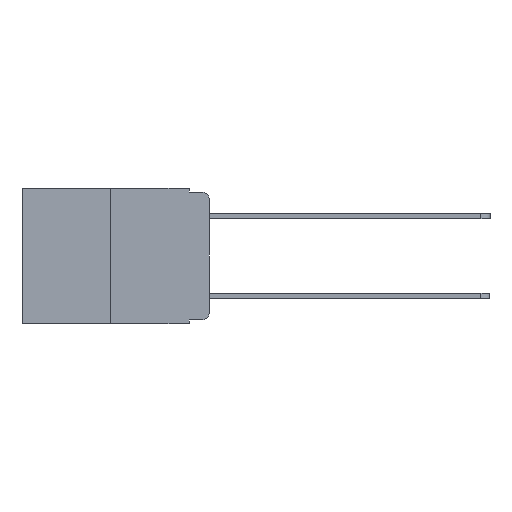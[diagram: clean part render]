
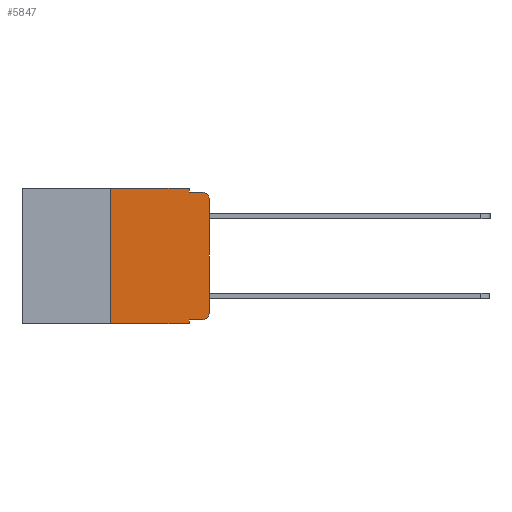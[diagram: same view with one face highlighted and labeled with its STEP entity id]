
A CAD part, left-side view. The second image highlights one B-rep face of the part: STEP entity #5847.
In plain terms, the highlighted planar face has unit normal (-1, 0, 0).
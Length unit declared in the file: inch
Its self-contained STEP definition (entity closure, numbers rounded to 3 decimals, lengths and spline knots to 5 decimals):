
#181 = CARTESIAN_POINT ( 'NONE',  ( 0., 0.473, -0.343 ) ) ;
#225 = ORIENTED_EDGE ( 'NONE', *, *, #3187, .T. ) ;
#483 = VERTEX_POINT ( 'NONE', #7393 ) ;
#558 = ORIENTED_EDGE ( 'NONE', *, *, #3343, .F. ) ;
#717 = ORIENTED_EDGE ( 'NONE', *, *, #3357, .T. ) ;
#1005 = CARTESIAN_POINT ( 'NONE',  ( 0., 0.02, -0.333 ) ) ;
#1287 = ORIENTED_EDGE ( 'NONE', *, *, #3361, .T. ) ;
#1423 = DIRECTION ( 'NONE',  ( 0., -1., 0. ) ) ;
#1498 = CARTESIAN_POINT ( 'NONE',  ( 0., 0.473, 0. ) ) ;
#1709 = CARTESIAN_POINT ( 'NONE',  ( 0., 0., -0.03 ) ) ;
#1852 = ORIENTED_EDGE ( 'NONE', *, *, #3338, .F. ) ;
#1853 = VECTOR ( 'NONE', #6183, 39.37008 ) ;
#2138 = LINE ( 'NONE', #6731, #1853 ) ;
#2300 = PLANE ( 'NONE',  #6499 ) ;
#2398 = VECTOR ( 'NONE', #3862, 39.37008 ) ;
#2664 = CARTESIAN_POINT ( 'NONE',  ( 0., 0.02, -0.313 ) ) ;
#2692 = VECTOR ( 'NONE', #9732, 39.37008 ) ;
#2695 = VERTEX_POINT ( 'NONE', #10035 ) ;
#2937 = EDGE_CURVE ( 'NONE', #8514, #5953, #7879, .T. ) ;
#2988 = VECTOR ( 'NONE', #9548, 39.37008 ) ;
#3159 = CARTESIAN_POINT ( 'NONE',  ( 0., 0.02, -0.03 ) ) ;
#3187 = EDGE_CURVE ( 'NONE', #7298, #2695, #5155, .T. ) ;
#3214 = CARTESIAN_POINT ( 'NONE',  ( 0., 0.473, 0. ) ) ;
#3315 = EDGE_CURVE ( 'NONE', #9746, #6760, #7392, .T. ) ;
#3316 = EDGE_CURVE ( 'NONE', #6760, #483, #10846, .T. ) ;
#3325 = ORIENTED_EDGE ( 'NONE', *, *, #2937, .F. ) ;
#3338 = EDGE_CURVE ( 'NONE', #7076, #483, #10637, .T. ) ;
#3341 = EDGE_CURVE ( 'NONE', #5953, #7076, #4715, .T. ) ;
#3343 = EDGE_CURVE ( 'NONE', #7298, #8514, #6849, .T. ) ;
#3354 = EDGE_CURVE ( 'NONE', #10086, #2695, #2138, .T. ) ;
#3357 = EDGE_CURVE ( 'NONE', #10086, #9674, #9079, .T. ) ;
#3361 = EDGE_CURVE ( 'NONE', #9674, #9746, #8634, .T. ) ;
#3588 = CARTESIAN_POINT ( 'NONE',  ( 0., 0.051, 0. ) ) ;
#3862 = DIRECTION ( 'NONE',  ( 0., 0., -1. ) ) ;
#3892 = CARTESIAN_POINT ( 'NONE',  ( 0., 0.051, 0. ) ) ;
#3893 = EDGE_LOOP ( 'NONE', ( #6567, #8596, #1852, #5057, #3325, #558, #225, #8947, #717, #1287 ) ) ;
#4235 = DIRECTION ( 'NONE',  ( 0., 0., -1. ) ) ;
#4715 = LINE ( 'NONE', #3892, #2398 ) ;
#4864 = AXIS2_PLACEMENT_3D ( 'NONE', #2664, #5526, #8842 ) ;
#5057 = ORIENTED_EDGE ( 'NONE', *, *, #3341, .F. ) ;
#5155 = LINE ( 'NONE', #181, #9185 ) ;
#5222 = AXIS2_PLACEMENT_3D ( 'NONE', #3159, #8915, #10867 ) ;
#5526 = DIRECTION ( 'NONE',  ( -1., 0., 0. ) ) ;
#5847 = ADVANCED_FACE ( 'NONE', ( #7790 ), #2300, .F. ) ;
#5953 = VERTEX_POINT ( 'NONE', #3588 ) ;
#6183 = DIRECTION ( 'NONE',  ( 0., 0., -1. ) ) ;
#6263 = DIRECTION ( 'NONE',  ( 0., -1., 0. ) ) ;
#6499 = AXIS2_PLACEMENT_3D ( 'NONE', #3214, #9217, #4235 ) ;
#6567 = ORIENTED_EDGE ( 'NONE', *, *, #3315, .T. ) ;
#6590 = VECTOR ( 'NONE', #6263, 39.37008 ) ;
#6731 = CARTESIAN_POINT ( 'NONE',  ( 0., 0.051, 0. ) ) ;
#6760 = VERTEX_POINT ( 'NONE', #1709 ) ;
#6849 = LINE ( 'NONE', #10311, #7094 ) ;
#6861 = CARTESIAN_POINT ( 'NONE',  ( 0., 0.051, -0.333 ) ) ;
#6949 = DIRECTION ( 'NONE',  ( 0., 0., 1. ) ) ;
#7076 = VERTEX_POINT ( 'NONE', #9434 ) ;
#7094 = VECTOR ( 'NONE', #6949, 39.37008 ) ;
#7298 = VERTEX_POINT ( 'NONE', #8474 ) ;
#7392 = LINE ( 'NONE', #9905, #2692 ) ;
#7393 = CARTESIAN_POINT ( 'NONE',  ( 0., 0.02, -0.01 ) ) ;
#7790 = FACE_OUTER_BOUND ( 'NONE', #3893, .T. ) ;
#7879 = LINE ( 'NONE', #1498, #2988 ) ;
#8474 = CARTESIAN_POINT ( 'NONE',  ( 0., 0.25, -0.343 ) ) ;
#8514 = VERTEX_POINT ( 'NONE', #10800 ) ;
#8596 = ORIENTED_EDGE ( 'NONE', *, *, #3316, .T. ) ;
#8634 = CIRCLE ( 'NONE', #4864, 0.02 ) ;
#8768 = DIRECTION ( 'NONE',  ( 0., -1., 0. ) ) ;
#8842 = DIRECTION ( 'NONE',  ( 0., 0., -1. ) ) ;
#8868 = VECTOR ( 'NONE', #8768, 39.37008 ) ;
#8915 = DIRECTION ( 'NONE',  ( -1., 0., 0. ) ) ;
#8947 = ORIENTED_EDGE ( 'NONE', *, *, #3354, .F. ) ;
#9079 = LINE ( 'NONE', #6861, #6590 ) ;
#9185 = VECTOR ( 'NONE', #1423, 39.37008 ) ;
#9217 = DIRECTION ( 'NONE',  ( 1., 0., 0. ) ) ;
#9376 = CARTESIAN_POINT ( 'NONE',  ( 0., 0.051, -0.333 ) ) ;
#9434 = CARTESIAN_POINT ( 'NONE',  ( 0., 0.051, -0.01 ) ) ;
#9548 = DIRECTION ( 'NONE',  ( 0., -1., 0. ) ) ;
#9674 = VERTEX_POINT ( 'NONE', #1005 ) ;
#9732 = DIRECTION ( 'NONE',  ( 0., 0., 1. ) ) ;
#9746 = VERTEX_POINT ( 'NONE', #10277 ) ;
#9896 = CARTESIAN_POINT ( 'NONE',  ( 0., 0.051, -0.01 ) ) ;
#9905 = CARTESIAN_POINT ( 'NONE',  ( 0., 0., 0. ) ) ;
#10035 = CARTESIAN_POINT ( 'NONE',  ( 0., 0.051, -0.343 ) ) ;
#10086 = VERTEX_POINT ( 'NONE', #9376 ) ;
#10277 = CARTESIAN_POINT ( 'NONE',  ( 0., 0., -0.313 ) ) ;
#10311 = CARTESIAN_POINT ( 'NONE',  ( 0., 0.25, 0. ) ) ;
#10637 = LINE ( 'NONE', #9896, #8868 ) ;
#10800 = CARTESIAN_POINT ( 'NONE',  ( 0., 0.25, 0. ) ) ;
#10846 = CIRCLE ( 'NONE', #5222, 0.02 ) ;
#10867 = DIRECTION ( 'NONE',  ( 0., 0., -1. ) ) ;
